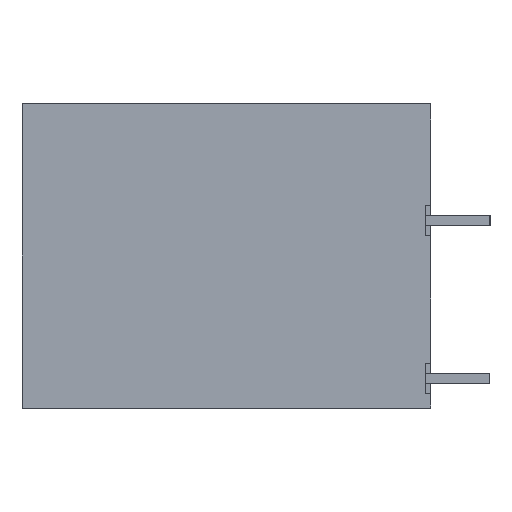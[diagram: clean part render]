
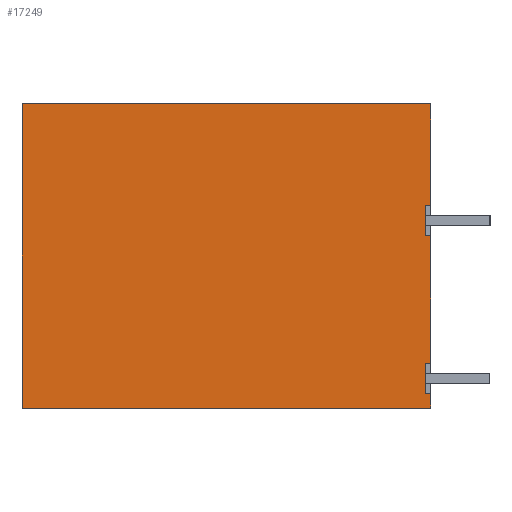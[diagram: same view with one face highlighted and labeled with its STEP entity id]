
A CAD part, left-side view. The second image highlights one B-rep face of the part: STEP entity #17249.
In plain terms, the highlighted planar face has unit normal (-1, 0, 0).
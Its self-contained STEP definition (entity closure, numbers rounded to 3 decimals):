
#17221=AXIS2_PLACEMENT_3D('Plane Axis2P3D',#17218,#17219,#17220) ;
#188=CARTESIAN_POINT('Vertex',(0.,3.8,0.85)) ;
#232=CARTESIAN_POINT('Vertex',(0.,3.8,2.65)) ;
#235=CARTESIAN_POINT('Line Origine',(0.,3.8,1.75)) ;
#836=CARTESIAN_POINT('Vertex',(0.,3.8,10.2)) ;
#857=CARTESIAN_POINT('Vertex',(0.,3.8,12.)) ;
#860=CARTESIAN_POINT('Line Origine',(0.,3.8,11.1)) ;
#7533=CARTESIAN_POINT('Vertex',(0.,3.5,10.2)) ;
#7536=CARTESIAN_POINT('Line Origine',(0.,3.5,6.425)) ;
#7540=CARTESIAN_POINT('Vertex',(0.,3.5,2.65)) ;
#7561=CARTESIAN_POINT('Line Origine',(0.,3.65,10.2)) ;
#7579=CARTESIAN_POINT('Line Origine',(0.,3.65,2.65)) ;
#7635=CARTESIAN_POINT('Vertex',(0.,3.5,0.85)) ;
#7645=CARTESIAN_POINT('Line Origine',(0.,3.65,0.85)) ;
#7658=CARTESIAN_POINT('Line Origine',(0.,3.5,0.425)) ;
#7662=CARTESIAN_POINT('Vertex',(0.,3.5,0.)) ;
#7690=CARTESIAN_POINT('Line Origine',(0.,15.6,0.)) ;
#7694=CARTESIAN_POINT('Vertex',(0.,27.7,0.)) ;
#7833=CARTESIAN_POINT('Vertex',(0.,3.5,12.)) ;
#7836=CARTESIAN_POINT('Line Origine',(0.,3.65,12.)) ;
#17175=CARTESIAN_POINT('Line Origine',(0.,3.5,15.)) ;
#17179=CARTESIAN_POINT('Vertex',(0.,3.5,18.)) ;
#17218=CARTESIAN_POINT('Axis2P3D Location',(0.,0.,0.)) ;
#17223=CARTESIAN_POINT('Line Origine',(0.,15.6,18.)) ;
#17227=CARTESIAN_POINT('Vertex',(0.,27.7,18.)) ;
#17230=CARTESIAN_POINT('Line Origine',(0.,27.7,9.)) ;
#236=DIRECTION('Vector Direction',(0.,0.,-1.)) ;
#861=DIRECTION('Vector Direction',(0.,0.,-1.)) ;
#7537=DIRECTION('Vector Direction',(0.,0.,-1.)) ;
#7562=DIRECTION('Vector Direction',(0.,1.,0.)) ;
#7580=DIRECTION('Vector Direction',(0.,1.,0.)) ;
#7646=DIRECTION('Vector Direction',(0.,1.,0.)) ;
#7659=DIRECTION('Vector Direction',(0.,0.,-1.)) ;
#7691=DIRECTION('Vector Direction',(0.,1.,0.)) ;
#7837=DIRECTION('Vector Direction',(0.,1.,0.)) ;
#17176=DIRECTION('Vector Direction',(0.,0.,-1.)) ;
#17219=DIRECTION('Axis2P3D Direction',(-1.,0.,0.)) ;
#17220=DIRECTION('Axis2P3D XDirection',(0.,0.,1.)) ;
#17224=DIRECTION('Vector Direction',(0.,-1.,0.)) ;
#17231=DIRECTION('Vector Direction',(0.,0.,1.)) ;
#237=VECTOR('Line Direction',#236,1.) ;
#862=VECTOR('Line Direction',#861,1.) ;
#7538=VECTOR('Line Direction',#7537,1.) ;
#7563=VECTOR('Line Direction',#7562,1.) ;
#7581=VECTOR('Line Direction',#7580,1.) ;
#7647=VECTOR('Line Direction',#7646,1.) ;
#7660=VECTOR('Line Direction',#7659,1.) ;
#7692=VECTOR('Line Direction',#7691,1.) ;
#7838=VECTOR('Line Direction',#7837,1.) ;
#17177=VECTOR('Line Direction',#17176,1.) ;
#17225=VECTOR('Line Direction',#17224,1.) ;
#17232=VECTOR('Line Direction',#17231,1.) ;
#17236=ORIENTED_EDGE('',*,*,#864,.F.) ;
#17237=ORIENTED_EDGE('',*,*,#7840,.F.) ;
#17238=ORIENTED_EDGE('',*,*,#17181,.T.) ;
#17239=ORIENTED_EDGE('',*,*,#17229,.T.) ;
#17240=ORIENTED_EDGE('',*,*,#17234,.T.) ;
#17241=ORIENTED_EDGE('',*,*,#7696,.T.) ;
#17242=ORIENTED_EDGE('',*,*,#7664,.T.) ;
#17243=ORIENTED_EDGE('',*,*,#7649,.T.) ;
#17244=ORIENTED_EDGE('',*,*,#239,.F.) ;
#17245=ORIENTED_EDGE('',*,*,#7583,.F.) ;
#17246=ORIENTED_EDGE('',*,*,#7542,.T.) ;
#17247=ORIENTED_EDGE('',*,*,#7565,.T.) ;
#17249=ADVANCED_FACE('HOUSING',(#17248),#17222,.T.) ;
#239=EDGE_CURVE('',#233,#189,#238,.T.) ;
#864=EDGE_CURVE('',#858,#837,#863,.T.) ;
#7542=EDGE_CURVE('',#7541,#7534,#7539,.F.) ;
#7565=EDGE_CURVE('',#7534,#837,#7564,.T.) ;
#7583=EDGE_CURVE('',#7541,#233,#7582,.T.) ;
#7649=EDGE_CURVE('',#7636,#189,#7648,.T.) ;
#7664=EDGE_CURVE('',#7663,#7636,#7661,.F.) ;
#7696=EDGE_CURVE('',#7695,#7663,#7693,.F.) ;
#7840=EDGE_CURVE('',#7834,#858,#7839,.T.) ;
#17181=EDGE_CURVE('',#7834,#17180,#17178,.F.) ;
#17229=EDGE_CURVE('',#17180,#17228,#17226,.F.) ;
#17234=EDGE_CURVE('',#17228,#7695,#17233,.F.) ;
#17235=EDGE_LOOP('',(#17236,#17237,#17238,#17239,#17240,#17241,#17242,#17243,#17244,#17245,#17246,#17247)) ;
#17248=FACE_OUTER_BOUND('',#17235,.T.) ;
#238=LINE('Line',#235,#237) ;
#863=LINE('Line',#860,#862) ;
#7539=LINE('Line',#7536,#7538) ;
#7564=LINE('Line',#7561,#7563) ;
#7582=LINE('Line',#7579,#7581) ;
#7648=LINE('Line',#7645,#7647) ;
#7661=LINE('Line',#7658,#7660) ;
#7693=LINE('Line',#7690,#7692) ;
#7839=LINE('Line',#7836,#7838) ;
#17178=LINE('Line',#17175,#17177) ;
#17226=LINE('Line',#17223,#17225) ;
#17233=LINE('Line',#17230,#17232) ;
#17222=PLANE('',#17221) ;
#189=VERTEX_POINT('',#188) ;
#233=VERTEX_POINT('',#232) ;
#837=VERTEX_POINT('',#836) ;
#858=VERTEX_POINT('',#857) ;
#7534=VERTEX_POINT('',#7533) ;
#7541=VERTEX_POINT('',#7540) ;
#7636=VERTEX_POINT('',#7635) ;
#7663=VERTEX_POINT('',#7662) ;
#7695=VERTEX_POINT('',#7694) ;
#7834=VERTEX_POINT('',#7833) ;
#17180=VERTEX_POINT('',#17179) ;
#17228=VERTEX_POINT('',#17227) ;
